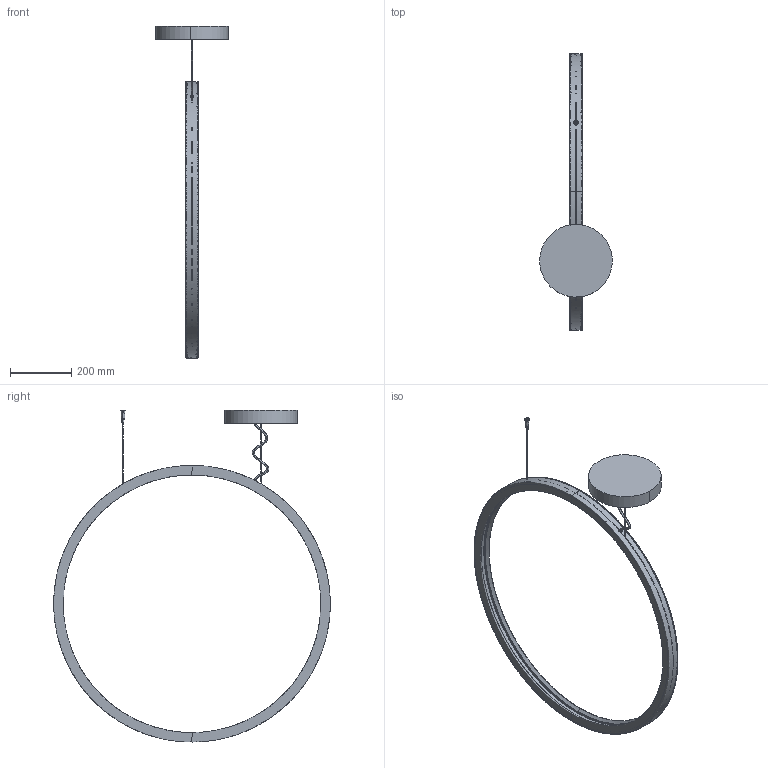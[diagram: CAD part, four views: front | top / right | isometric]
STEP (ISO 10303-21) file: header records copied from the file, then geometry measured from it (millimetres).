
FILE_DESCRIPTION(/* description */ (''),/* implementation_level */ '2;1');
FILE_NAME(/* name */ 'T072000_O-SUSPENSION_sempl',/* time_stamp */ '2019-06-24T15:07:53+02:00',/* author */ (''),/* organization */ (''),/* preprocessor_version */ 'ST-DEVELOPER v15',/* originating_system */ '',/* authorisation */ '');
FILE_SCHEMA (('AUTOMOTIVE_DESIGN'));
Length unit declared in the file: millimetre
Products named in the file (5): Document; Blocco 14; Blocco 06; Blocco 15; Blocco 12 01
Assembly tree (4 placements, depth 2):
  Document
    Blocco 14
    Blocco 06
    Blocco 15
    Blocco 12 01
Bounding box: 236.44 x 900 x 1080.84 mm (x, y, z)
Volume: 1895987.7 mm3; surface area: 923748 mm2
Topology: 1 solids, 96 shells, 683 faces, 2130 edges, 1526 vertices
Faces by surface type: plane 415, bspline 268
Entity records: 39347 total; most frequent: CARTESIAN_POINT 26923, ORIENTED_EDGE 3720, EDGE_CURVE 2135, VERTEX_POINT 1526, B_SPLINE_CURVE_WITH_KNOTS 1255, EDGE_LOOP 710, ADVANCED_FACE 681, FACE_OUTER_BOUND 681
